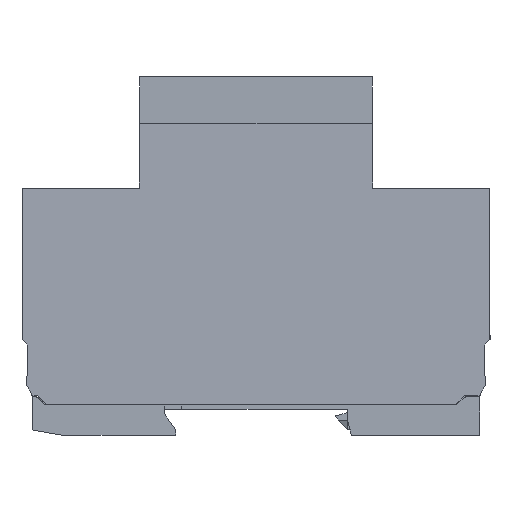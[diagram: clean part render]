
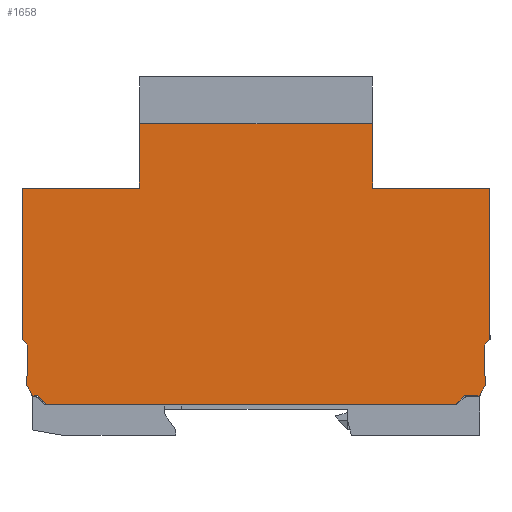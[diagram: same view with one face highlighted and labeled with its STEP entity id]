
A CAD part, left-side view. The second image highlights one B-rep face of the part: STEP entity #1658.
In plain terms, the highlighted planar face has unit normal (-1, 0, 0.005).
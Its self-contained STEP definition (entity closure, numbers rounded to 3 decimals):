
#46=ELLIPSE('',#13251,0.5,0.5);
#1658=ADVANCED_FACE('',(#2804),#2241,.T.);
#2241=PLANE('',#13252);
#2804=FACE_OUTER_BOUND('',#3412,.T.);
#3412=EDGE_LOOP('',(#5491,#5492,#5493,#5494,#5495,#5496,#5497,#5498,#5499,
#5500,#5501,#5502,#5503,#5504,#5505,#5506,#5507,#5508,#5509,#5510,#5511));
#5491=ORIENTED_EDGE('',*,*,#9099,.F.);
#5492=ORIENTED_EDGE('',*,*,#9100,.F.);
#5493=ORIENTED_EDGE('',*,*,#9101,.F.);
#5494=ORIENTED_EDGE('',*,*,#9102,.F.);
#5495=ORIENTED_EDGE('',*,*,#9103,.F.);
#5496=ORIENTED_EDGE('',*,*,#9104,.F.);
#5497=ORIENTED_EDGE('',*,*,#9105,.T.);
#5498=ORIENTED_EDGE('',*,*,#9106,.T.);
#5499=ORIENTED_EDGE('',*,*,#9107,.T.);
#5500=ORIENTED_EDGE('',*,*,#9075,.T.);
#5501=ORIENTED_EDGE('',*,*,#9108,.T.);
#5502=ORIENTED_EDGE('',*,*,#9109,.F.);
#5503=ORIENTED_EDGE('',*,*,#9037,.F.);
#5504=ORIENTED_EDGE('',*,*,#9110,.T.);
#5505=ORIENTED_EDGE('',*,*,#9111,.F.);
#5506=ORIENTED_EDGE('',*,*,#9112,.T.);
#5507=ORIENTED_EDGE('',*,*,#9113,.T.);
#5508=ORIENTED_EDGE('',*,*,#9114,.F.);
#5509=ORIENTED_EDGE('',*,*,#9115,.F.);
#5510=ORIENTED_EDGE('',*,*,#9116,.F.);
#5511=ORIENTED_EDGE('',*,*,#9117,.F.);
#7646=VERTEX_POINT('',#19258);
#7648=VERTEX_POINT('',#19262);
#7684=VERTEX_POINT('',#19339);
#7685=VERTEX_POINT('',#19341);
#7705=VERTEX_POINT('',#19388);
#7706=VERTEX_POINT('',#19389);
#7707=VERTEX_POINT('',#19391);
#7708=VERTEX_POINT('',#19393);
#7709=VERTEX_POINT('',#19395);
#7710=VERTEX_POINT('',#19397);
#7711=VERTEX_POINT('',#19399);
#7712=VERTEX_POINT('',#19401);
#7713=VERTEX_POINT('',#19403);
#7714=VERTEX_POINT('',#19406);
#7715=VERTEX_POINT('',#19409);
#7716=VERTEX_POINT('',#19411);
#7717=VERTEX_POINT('',#19413);
#7718=VERTEX_POINT('',#19415);
#7719=VERTEX_POINT('',#19417);
#7720=VERTEX_POINT('',#19419);
#7721=VERTEX_POINT('',#19421);
#9037=EDGE_CURVE('',#7648,#7646,#10550,.T.);
#9075=EDGE_CURVE('',#7685,#7684,#10585,.T.);
#9099=EDGE_CURVE('',#7705,#7706,#10609,.T.);
#9100=EDGE_CURVE('',#7707,#7705,#46,.T.);
#9101=EDGE_CURVE('',#7708,#7707,#10610,.T.);
#9102=EDGE_CURVE('',#7709,#7708,#10611,.T.);
#9103=EDGE_CURVE('',#7710,#7709,#10612,.T.);
#9104=EDGE_CURVE('',#7711,#7710,#10613,.T.);
#9105=EDGE_CURVE('',#7711,#7712,#10614,.T.);
#9106=EDGE_CURVE('',#7712,#7713,#10615,.T.);
#9107=EDGE_CURVE('',#7713,#7685,#10616,.T.);
#9108=EDGE_CURVE('',#7684,#7714,#10617,.T.);
#9109=EDGE_CURVE('',#7646,#7714,#10618,.T.);
#9110=EDGE_CURVE('',#7648,#7715,#10619,.T.);
#9111=EDGE_CURVE('',#7716,#7715,#10620,.T.);
#9112=EDGE_CURVE('',#7716,#7717,#10621,.T.);
#9113=EDGE_CURVE('',#7717,#7718,#10622,.T.);
#9114=EDGE_CURVE('',#7719,#7718,#10623,.T.);
#9115=EDGE_CURVE('',#7720,#7719,#10624,.T.);
#9116=EDGE_CURVE('',#7721,#7720,#10625,.T.);
#9117=EDGE_CURVE('',#7706,#7721,#10626,.T.);
#10550=LINE('',#19263,#11913);
#10585=LINE('',#19340,#11948);
#10609=LINE('',#19387,#11972);
#10610=LINE('',#19392,#11973);
#10611=LINE('',#19394,#11974);
#10612=LINE('',#19396,#11975);
#10613=LINE('',#19398,#11976);
#10614=LINE('',#19400,#11977);
#10615=LINE('',#19402,#11978);
#10616=LINE('',#19404,#11979);
#10617=LINE('',#19405,#11980);
#10618=LINE('',#19407,#11981);
#10619=LINE('',#19408,#11982);
#10620=LINE('',#19410,#11983);
#10621=LINE('',#19412,#11984);
#10622=LINE('',#19414,#11985);
#10623=LINE('',#19416,#11986);
#10624=LINE('',#19418,#11987);
#10625=LINE('',#19420,#11988);
#10626=LINE('',#19422,#11989);
#11913=VECTOR('',#15059,1.);
#11948=VECTOR('',#15106,1.);
#11972=VECTOR('',#15136,1.);
#11973=VECTOR('',#15139,1.);
#11974=VECTOR('',#15140,1.);
#11975=VECTOR('',#15141,1.);
#11976=VECTOR('',#15142,1.);
#11977=VECTOR('',#15143,1.);
#11978=VECTOR('',#15144,1.);
#11979=VECTOR('',#15145,1.);
#11980=VECTOR('',#15146,1.);
#11981=VECTOR('',#15147,1.);
#11982=VECTOR('',#15148,1.);
#11983=VECTOR('',#15149,1.);
#11984=VECTOR('',#15150,1.);
#11985=VECTOR('',#15151,1.);
#11986=VECTOR('',#15152,1.);
#11987=VECTOR('',#15153,1.);
#11988=VECTOR('',#15154,1.);
#11989=VECTOR('',#15155,1.);
#13251=AXIS2_PLACEMENT_3D('',#19390,#15137,#15138);
#13252=AXIS2_PLACEMENT_3D('',#19423,#15156,#15157);
#15059=DIRECTION('',(0.005,-0.005,1.));
#15106=DIRECTION('',(0.,1.,0.));
#15136=DIRECTION('',(0.,1.,0.));
#15137=DIRECTION('',(1.,0.,-0.005));
#15138=DIRECTION('',(-0.005,0.,-1.));
#15139=DIRECTION('',(-0.004,0.707,-0.707));
#15140=DIRECTION('',(0.,1.,0.));
#15141=DIRECTION('',(-0.005,0.,-1.));
#15142=DIRECTION('',(-0.005,0.5,-0.866));
#15143=DIRECTION('',(0.005,0.005,1.));
#15144=DIRECTION('',(0.004,-0.707,0.707));
#15145=DIRECTION('',(0.005,0.,1.));
#15146=DIRECTION('',(0.005,0.005,1.));
#15147=DIRECTION('',(0.,-1.,0.));
#15148=DIRECTION('',(0.,1.,0.));
#15149=DIRECTION('',(0.005,0.,1.));
#15150=DIRECTION('',(-0.004,-0.707,-0.707));
#15151=DIRECTION('',(-0.005,0.005,-1.));
#15152=DIRECTION('',(0.005,0.5,0.866));
#15153=DIRECTION('',(0.005,0.,1.));
#15154=DIRECTION('',(0.,1.,0.));
#15155=DIRECTION('',(0.004,0.707,0.707));
#15156=DIRECTION('',(-1.,0.,0.005));
#15157=DIRECTION('',(0.,-1.,0.));
#19258=CARTESIAN_POINT('',(0.298,67.26,59.8));
#19262=CARTESIAN_POINT('',(0.233,67.325,47.45));
#19263=CARTESIAN_POINT('',(0.233,67.325,47.473));
#19339=CARTESIAN_POINT('',(0.233,22.525,47.45));
#19340=CARTESIAN_POINT('',(0.233,13.989,47.45));
#19341=CARTESIAN_POINT('',(0.233,0.,47.45));
#19387=CARTESIAN_POINT('',(0.015,88.9,5.8));
#19388=CARTESIAN_POINT('',(0.015,6.907,5.8));
#19389=CARTESIAN_POINT('',(0.015,85.15,5.8));
#19390=CARTESIAN_POINT('',(0.018,6.907,6.3));
#19391=CARTESIAN_POINT('',(0.016,6.554,5.946));
#19392=CARTESIAN_POINT('',(0.006,8.482,4.018));
#19393=CARTESIAN_POINT('',(0.024,4.95,7.55));
#19394=CARTESIAN_POINT('',(0.024,88.9,7.55));
#19395=CARTESIAN_POINT('',(0.024,1.9,7.55));
#19396=CARTESIAN_POINT('',(0.102,1.9,22.325));
#19397=CARTESIAN_POINT('',(0.026,1.9,7.85));
#19398=CARTESIAN_POINT('',(0.038,0.535,10.214));
#19399=CARTESIAN_POINT('',(0.034,0.95,9.495));
#19400=CARTESIAN_POINT('',(0.101,1.017,22.3));
#19401=CARTESIAN_POINT('',(0.075,0.991,17.309));
#19402=CARTESIAN_POINT('',(0.011,13.212,5.088));
#19403=CARTESIAN_POINT('',(0.08,0.,18.3));
#19404=CARTESIAN_POINT('',(0.081,0.,18.346));
#19405=CARTESIAN_POINT('',(0.178,22.47,36.918));
#19406=CARTESIAN_POINT('',(0.298,22.59,59.8));
#19407=CARTESIAN_POINT('',(0.298,44.925,59.8));
#19408=CARTESIAN_POINT('',(0.233,44.925,47.45));
#19409=CARTESIAN_POINT('',(0.233,89.85,47.45));
#19410=CARTESIAN_POINT('',(0.155,89.85,32.561));
#19411=CARTESIAN_POINT('',(0.08,89.85,18.3));
#19412=CARTESIAN_POINT('',(0.046,83.245,11.695));
#19413=CARTESIAN_POINT('',(0.075,88.859,17.309));
#19414=CARTESIAN_POINT('',(0.101,88.833,22.277));
#19415=CARTESIAN_POINT('',(0.034,88.9,9.495));
#19416=CARTESIAN_POINT('',(0.034,88.84,9.392));
#19417=CARTESIAN_POINT('',(0.026,87.95,7.85));
#19418=CARTESIAN_POINT('',(0.101,87.95,22.175));
#19419=CARTESIAN_POINT('',(0.024,87.95,7.55));
#19420=CARTESIAN_POINT('',(0.024,66.913,7.55));
#19421=CARTESIAN_POINT('',(0.024,86.9,7.55));
#19422=CARTESIAN_POINT('',(0.008,83.743,4.393));
#19423=CARTESIAN_POINT('',(0.177,44.925,36.801));
